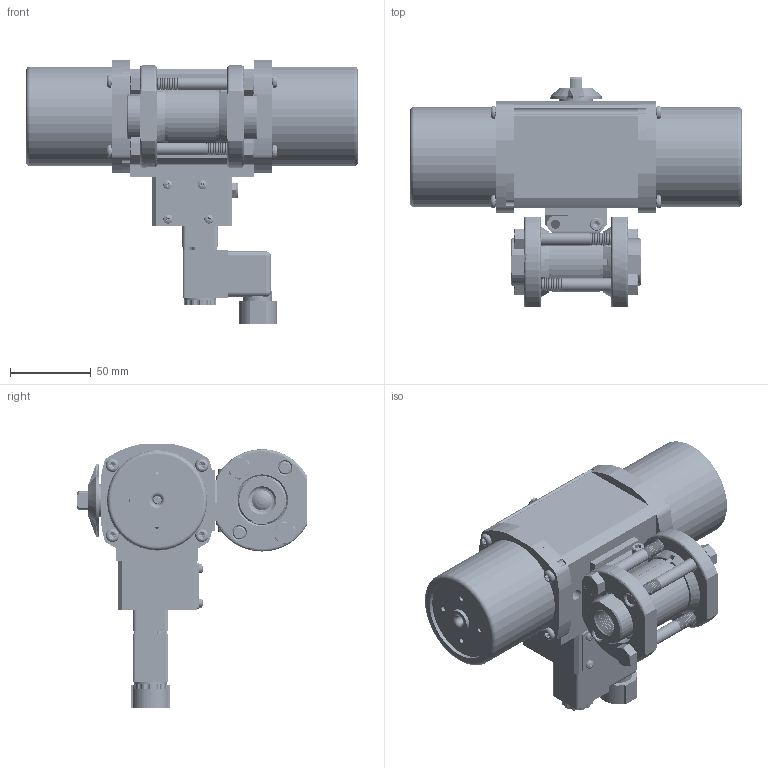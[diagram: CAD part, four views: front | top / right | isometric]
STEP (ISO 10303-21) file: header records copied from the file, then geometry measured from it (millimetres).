
FILE_DESCRIPTION (( 'STEP AP203' ), '1' );
FILE_NAME ('27XXSEFA512SR3GPDC.step', '2018-06-12T18:16:23', ( '' ), ( '' ), 'SwSTEP 2.0', 'SolidWorks 2017', '' );
FILE_SCHEMA (( 'CONFIG_CONTROL_DESIGN' ));
Products named in the file (1): 27XXSEFA512SR3GPDC
Bounding box: 206.12 x 142.33 x 163.7 mm (x, y, z)
Volume: 657702.6 mm3; surface area: 284509.1 mm2
Topology: 62 solids, 62 shells, 5785 faces, 15499 edges, 9903 vertices
Faces by surface type: cylinder 2865, cone 1795, plane 791, torus 207, bspline 113, sphere 14
Entity records: 227251 total; most frequent: CARTESIAN_POINT 86557, ORIENTED_EDGE 30706, DIRECTION 29743, EDGE_CURVE 15353, AXIS2_PLACEMENT_3D 12076, VERTEX_POINT 9899, CIRCLE 6403, EDGE_LOOP 6222
